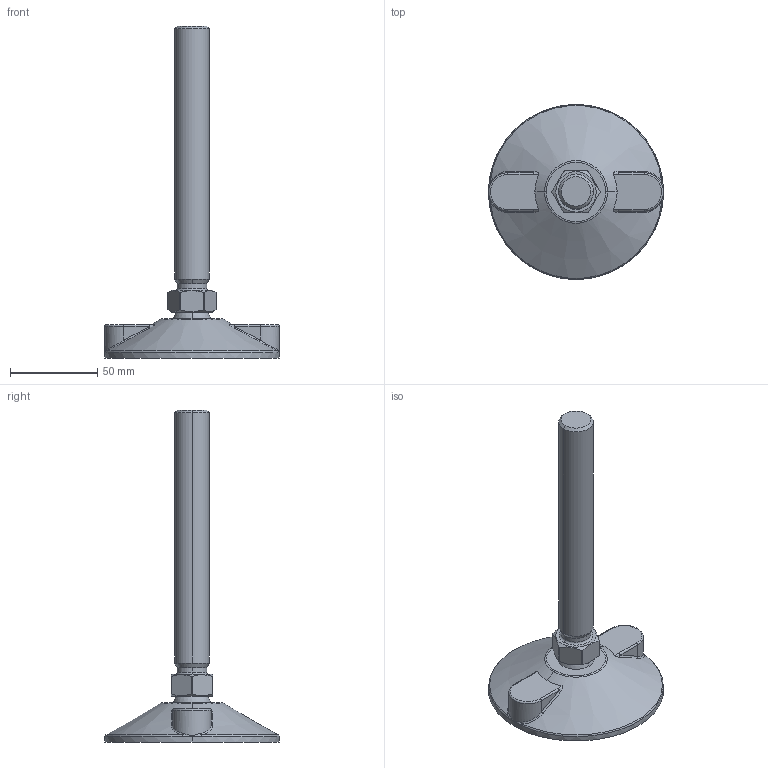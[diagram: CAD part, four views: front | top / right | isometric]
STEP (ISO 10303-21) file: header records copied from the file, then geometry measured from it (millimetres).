
FILE_DESCRIPTION(('Creo Elements/Direct Modeling STEP Export'),'2;1');
FILE_NAME('11.0245.oF_Gelenkfuss-MMS-11_100-M20-190mm-KS.stp','2022-03-18T14:17:03',(''),(''),'PTC Creo Elements/Direct Modeling STEP processor for AP214 (Solid Model)','PTC Creo Elements/Direct Modeling 19.0C 15-Aug-2015 (C) Parametric Technology GmbH','');
FILE_SCHEMA(('AUTOMOTIVE_DESIGN { 1 0 10303 214 1 1 1 1 }'));
Length unit declared in the file: millimetre
Products named in the file (2): Gelenkfuss-MMS-11_100-M20-190mm-KS_11.0245.oF_PX176297
Assembly tree (1 placements, depth 2):
  Gelenkfuss-MMS-11_100-M20-190mm-KS_11.0245.oF_PX176297
    Gelenkfuss-MMS-11_100-M20-190mm-KS_11.0245.oF_PX176297
Bounding box: 100 x 100 x 190 mm (x, y, z)
Volume: 161784.5 mm3; surface area: 30844.8 mm2
Topology: 1 solids, 2 shells, 74 faces, 183 edges, 114 vertices
Faces by surface type: plane 18, cylinder 18, bspline 16, cone 10, torus 8, sphere 4
Entity records: 6339 total; most frequent: CARTESIAN_POINT 4447, ORIENTED_EDGE 362, DIRECTION 252, EDGE_CURVE 181, VERTEX_POINT 114, AXIS2_PLACEMENT_3D 106, EDGE_LOOP 77, FACE_OUTER_BOUND 74
